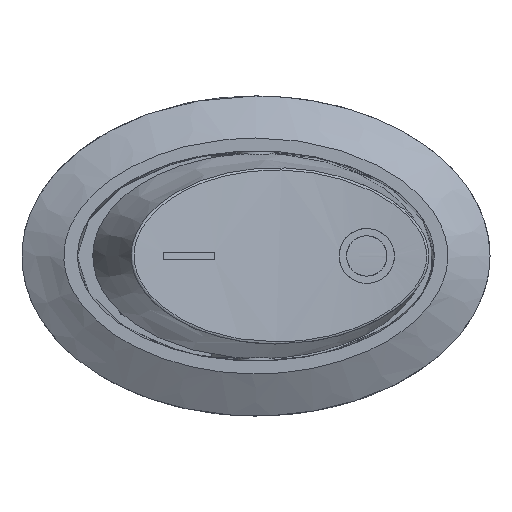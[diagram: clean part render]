
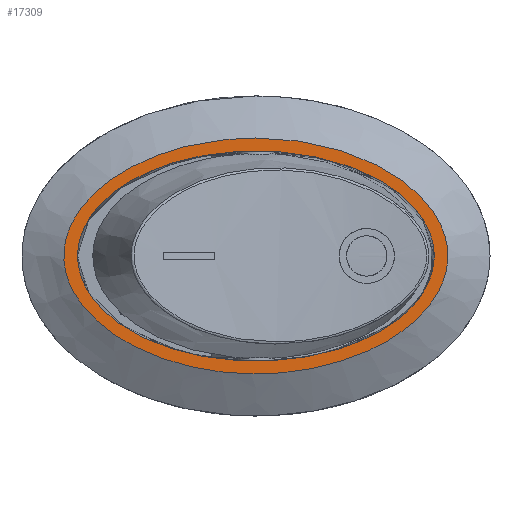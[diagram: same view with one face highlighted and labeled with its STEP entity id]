
A CAD part, top view. The second image highlights one B-rep face of the part: STEP entity #17309.
In plain terms, the highlighted planar face has unit normal (0, 0, 1).
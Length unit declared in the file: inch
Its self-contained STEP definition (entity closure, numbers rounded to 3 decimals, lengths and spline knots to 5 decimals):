
#102=FACE_BOUND('',#3486,.T.);
#673=ELLIPSE('',#17546,0.38386,0.22638);
#1517=PLANE('',#18405);
#2457=FACE_OUTER_BOUND('',#3485,.T.);
#3485=EDGE_LOOP('',(#16324));
#3486=EDGE_LOOP('',(#16325));
#4163=B_SPLINE_CURVE_WITH_KNOTS('',3,(#39176,#39177,#39178,#39179,#39180,
#39181,#39182,#39183,#39184,#39185,#39186,#39187,#39188,#39189,#39190,#39191,
#39192,#39193,#39194,#39195,#39196,#39197,#39198,#39199,#39200,#39201,#39202,
#39203,#39204,#39205,#39206,#39207,#39208,#39209,#39210,#39211,#39212,#39213,
#39214,#39215,#39216,#39217,#39218,#39219,#39220,#39221,#39222,#39223,#39224,
#39225,#39226,#39227,#39228,#39229,#39230,#39231,#39232,#39233,#39234,#39235,
#39236,#39237,#39238,#39239,#39240,#39241,#39242,#39243,#39244,#39245,#39246,
#39247,#39248,#39249,#39250,#39251,#39252,#39253,#39254),.UNSPECIFIED.,
 .T.,.F.,(4,3,3,3,3,3,3,3,3,3,3,3,3,3,3,3,3,3,3,3,3,3,3,3,3,3,4),(0.,0.03571,
0.07143,0.10714,0.14285,0.17857,
0.19643,0.21428,0.23214,0.25,
0.28571,0.33333,0.42857,0.57143,
0.64286,0.67857,0.71429,0.75,
0.76786,0.78571,0.82143,0.85714,
0.875,0.89286,0.92857,0.96429,
1.),.UNSPECIFIED.);
#7503=VERTEX_POINT('',#26743);
#8648=VERTEX_POINT('',#39170);
#9214=EDGE_CURVE('',#7503,#7503,#673,.T.);
#11211=EDGE_CURVE('',#8648,#8648,#4163,.T.);
#16324=ORIENTED_EDGE('',*,*,#11211,.F.);
#16325=ORIENTED_EDGE('',*,*,#9214,.T.);
#17309=ADVANCED_FACE('',(#2457,#102),#1517,.F.);
#17546=AXIS2_PLACEMENT_3D('',#26745,#18965,#18966);
#18405=AXIS2_PLACEMENT_3D('',#39363,#21946,#21947);
#18965=DIRECTION('center_axis',(0.,0.,-1.));
#18966=DIRECTION('ref_axis',(1.,0.,0.));
#21946=DIRECTION('center_axis',(0.,0.,-1.));
#21947=DIRECTION('ref_axis',(-1.,0.,0.));
#26743=CARTESIAN_POINT('',(-0.38386,0.,0.61024));
#26745=CARTESIAN_POINT('Origin',(0.,0.,0.61024));
#39170=CARTESIAN_POINT('',(0.,0.25391,0.61024));
#39176=CARTESIAN_POINT('Ctrl Pts',(0.,0.25391,
0.61024));
#39177=CARTESIAN_POINT('Ctrl Pts',(0.01719,0.25391,
0.61024));
#39178=CARTESIAN_POINT('Ctrl Pts',(0.03388,0.25345,
0.61024));
#39179=CARTESIAN_POINT('Ctrl Pts',(0.055,0.25159,
0.61024));
#39180=CARTESIAN_POINT('Ctrl Pts',(0.07612,0.24973,
0.61024));
#39181=CARTESIAN_POINT('Ctrl Pts',(0.10168,0.24648,
0.61024));
#39182=CARTESIAN_POINT('Ctrl Pts',(0.12873,0.24084,
0.61024));
#39183=CARTESIAN_POINT('Ctrl Pts',(0.15577,0.23521,
0.61024));
#39184=CARTESIAN_POINT('Ctrl Pts',(0.1843,0.22719,
0.61024));
#39185=CARTESIAN_POINT('Ctrl Pts',(0.21154,0.21689,
0.61024));
#39186=CARTESIAN_POINT('Ctrl Pts',(0.23878,0.2066,
0.61024));
#39187=CARTESIAN_POINT('Ctrl Pts',(0.26473,0.19403,0.61024));
#39188=CARTESIAN_POINT('Ctrl Pts',(0.28777,0.1801,
0.61024));
#39189=CARTESIAN_POINT('Ctrl Pts',(0.31081,0.16617,
0.61024));
#39190=CARTESIAN_POINT('Ctrl Pts',(0.33094,0.15089,
0.61024));
#39191=CARTESIAN_POINT('Ctrl Pts',(0.34908,0.13322,
0.61024));
#39192=CARTESIAN_POINT('Ctrl Pts',(0.35814,0.12438,0.61024));
#39193=CARTESIAN_POINT('Ctrl Pts',(0.36671,0.11494,0.61024));
#39194=CARTESIAN_POINT('Ctrl Pts',(0.37443,0.1049,
0.61024));
#39195=CARTESIAN_POINT('Ctrl Pts',(0.38216,0.09486,
0.61024));
#39196=CARTESIAN_POINT('Ctrl Pts',(0.38904,0.08421,
0.61024));
#39197=CARTESIAN_POINT('Ctrl Pts',(0.39482,0.07297,
0.61024));
#39198=CARTESIAN_POINT('Ctrl Pts',(0.4006,0.06174,
0.61024));
#39199=CARTESIAN_POINT('Ctrl Pts',(0.40528,0.04992,
0.61024));
#39200=CARTESIAN_POINT('Ctrl Pts',(0.40849,0.03764,
0.61024));
#39201=CARTESIAN_POINT('Ctrl Pts',(0.4117,0.02536,
0.61024));
#39202=CARTESIAN_POINT('Ctrl Pts',(0.41344,0.01262,
0.61024));
#39203=CARTESIAN_POINT('Ctrl Pts',(0.41342,-0.00005,
0.61024));
#39204=CARTESIAN_POINT('Ctrl Pts',(0.41338,-0.0254,
0.61024));
#39205=CARTESIAN_POINT('Ctrl Pts',(0.40629,-0.05049,
0.61024));
#39206=CARTESIAN_POINT('Ctrl Pts',(0.39478,-0.07302,
0.61024));
#39207=CARTESIAN_POINT('Ctrl Pts',(0.37943,-0.10305,
0.61024));
#39208=CARTESIAN_POINT('Ctrl Pts',(0.35621,-0.12855,
0.61024));
#39209=CARTESIAN_POINT('Ctrl Pts',(0.33021,-0.15001,
0.61024));
#39210=CARTESIAN_POINT('Ctrl Pts',(0.27821,-0.19294,
0.61024));
#39211=CARTESIAN_POINT('Ctrl Pts',(0.21506,-0.21976,
0.61024));
#39212=CARTESIAN_POINT('Ctrl Pts',(0.14964,-0.23588,
0.61024));
#39213=CARTESIAN_POINT('Ctrl Pts',(0.05151,-0.26006,
0.61024));
#39214=CARTESIAN_POINT('Ctrl Pts',(-0.0517,-0.26018,
0.61024));
#39215=CARTESIAN_POINT('Ctrl Pts',(-0.14962,-0.23595,
0.61024));
#39216=CARTESIAN_POINT('Ctrl Pts',(-0.19859,-0.22383,
0.61024));
#39217=CARTESIAN_POINT('Ctrl Pts',(-0.24623,-0.20563,
0.61024));
#39218=CARTESIAN_POINT('Ctrl Pts',(-0.28919,-0.17924,
0.61024));
#39219=CARTESIAN_POINT('Ctrl Pts',(-0.31067,-0.16605,
0.61024));
#39220=CARTESIAN_POINT('Ctrl Pts',(-0.33098,-0.15082,
0.61024));
#39221=CARTESIAN_POINT('Ctrl Pts',(-0.34913,-0.13319,
0.61024));
#39222=CARTESIAN_POINT('Ctrl Pts',(-0.36728,-0.11555,
0.61024));
#39223=CARTESIAN_POINT('Ctrl Pts',(-0.38327,-0.09553,
0.61024));
#39224=CARTESIAN_POINT('Ctrl Pts',(-0.3948,-0.07298,
0.61024));
#39225=CARTESIAN_POINT('Ctrl Pts',(-0.40633,-0.05044,
0.61024));
#39226=CARTESIAN_POINT('Ctrl Pts',(-0.4134,-0.02539,
0.61024));
#39227=CARTESIAN_POINT('Ctrl Pts',(-0.41343,-0.00005,
0.61024));
#39228=CARTESIAN_POINT('Ctrl Pts',(-0.41344,0.01262,
0.61024));
#39229=CARTESIAN_POINT('Ctrl Pts',(-0.4117,0.02536,
0.61024));
#39230=CARTESIAN_POINT('Ctrl Pts',(-0.40849,0.03764,
0.61024));
#39231=CARTESIAN_POINT('Ctrl Pts',(-0.40528,0.04993,
0.61024));
#39232=CARTESIAN_POINT('Ctrl Pts',(-0.4006,0.06175,
0.61024));
#39233=CARTESIAN_POINT('Ctrl Pts',(-0.39482,0.07299,
0.61024));
#39234=CARTESIAN_POINT('Ctrl Pts',(-0.38326,0.09545,
0.61024));
#39235=CARTESIAN_POINT('Ctrl Pts',(-0.36726,0.11553,
0.61024));
#39236=CARTESIAN_POINT('Ctrl Pts',(-0.3491,0.13322,
0.61024));
#39237=CARTESIAN_POINT('Ctrl Pts',(-0.33095,0.15091,
0.61024));
#39238=CARTESIAN_POINT('Ctrl Pts',(-0.31064,0.16621,
0.61024));
#39239=CARTESIAN_POINT('Ctrl Pts',(-0.28771,0.18011,
0.61024));
#39240=CARTESIAN_POINT('Ctrl Pts',(-0.27624,0.18707,
0.61024));
#39241=CARTESIAN_POINT('Ctrl Pts',(-0.26413,0.19367,
0.61024));
#39242=CARTESIAN_POINT('Ctrl Pts',(-0.25136,0.19984,
0.61024));
#39243=CARTESIAN_POINT('Ctrl Pts',(-0.23859,0.206,
0.61024));
#39244=CARTESIAN_POINT('Ctrl Pts',(-0.22518,0.21173,
0.61024));
#39245=CARTESIAN_POINT('Ctrl Pts',(-0.21151,0.21689,
0.61024));
#39246=CARTESIAN_POINT('Ctrl Pts',(-0.18416,0.2272,
0.61024));
#39247=CARTESIAN_POINT('Ctrl Pts',(-0.15577,0.2352,
0.61024));
#39248=CARTESIAN_POINT('Ctrl Pts',(-0.12876,0.24084,
0.61024));
#39249=CARTESIAN_POINT('Ctrl Pts',(-0.10175,0.24647,
0.61024));
#39250=CARTESIAN_POINT('Ctrl Pts',(-0.07612,0.24973,
0.61024));
#39251=CARTESIAN_POINT('Ctrl Pts',(-0.05498,0.25159,
0.61024));
#39252=CARTESIAN_POINT('Ctrl Pts',(-0.03384,0.25345,
0.61024));
#39253=CARTESIAN_POINT('Ctrl Pts',(-0.0172,0.25391,
0.61024));
#39254=CARTESIAN_POINT('Ctrl Pts',(0.,0.25391,
0.61024));
#39363=CARTESIAN_POINT('Origin',(0.45476,-0.27924,0.61024));
